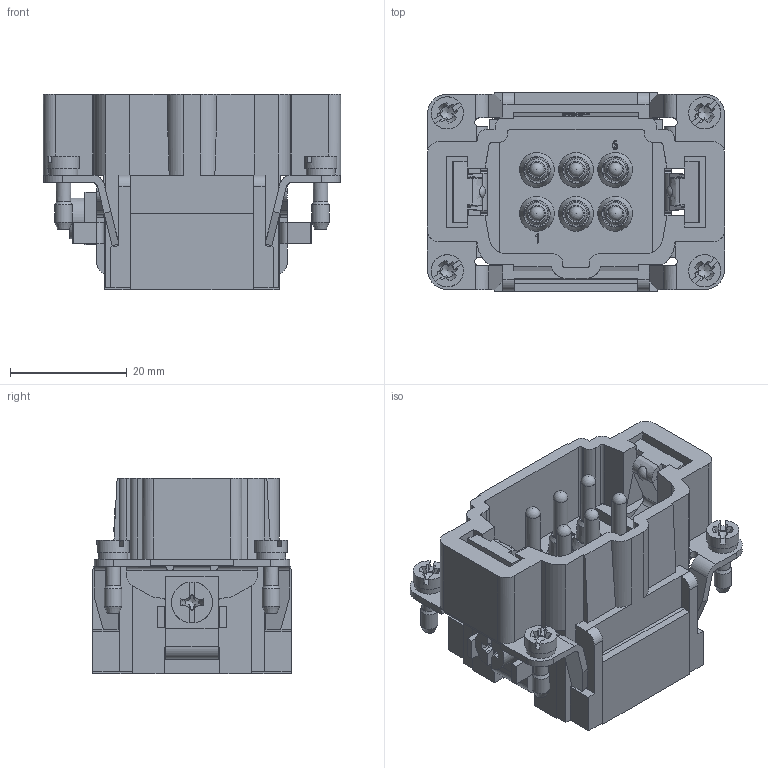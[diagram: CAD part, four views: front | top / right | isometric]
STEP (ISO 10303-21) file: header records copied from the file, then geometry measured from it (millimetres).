
FILE_DESCRIPTION(/* description */ (''),/* implementation_level */ '2;1');
FILE_NAME(/* name */ '100095109ugm000_d.stp',/* time_stamp */ '2018-11-26T15:29:59+01:00',/* author */ (''),/* organization */ (''),/* preprocessor_version */ 'ST-DEVELOPER v16.7',/* originating_system */ 'SIEMENS PLM Software NX 12.0',/* authorisation */ '');
FILE_SCHEMA (('AUTOMOTIVE_DESIGN { 1 0 10303 214 3 1 1 1 }'));
Length unit declared in the file: millimetre
Products named in the file (1): 100095109ugm000_d
Bounding box: 50.85 x 34 x 33.35 mm (x, y, z)
Volume: 24848.2 mm3; surface area: 14651.3 mm2
Topology: 12 solids, 12 shells, 887 faces, 2588 edges, 1882 vertices
Faces by surface type: plane 638, cylinder 124, cone 51, extrusion 36, bspline 28, sphere 10
Full cylindrical faces by diameter (mm): 0.501 x1, 0.592 x1, 0.6 x2, 2.349 x2, 2.5 x10, 2.519 x2, 3 x4, 3.242 x1, 5 x4, 5.4 x6, 5.5 x4, 7 x1
Entity records: 33668 total; most frequent: CARTESIAN_POINT 7124, ORIENTED_EDGE 4652, DIRECTION 4220, EDGE_CURVE 2326, VECTOR 1788, LINE 1752, VERTEX_POINT 1569, AXIS2_PLACEMENT_3D 1216
